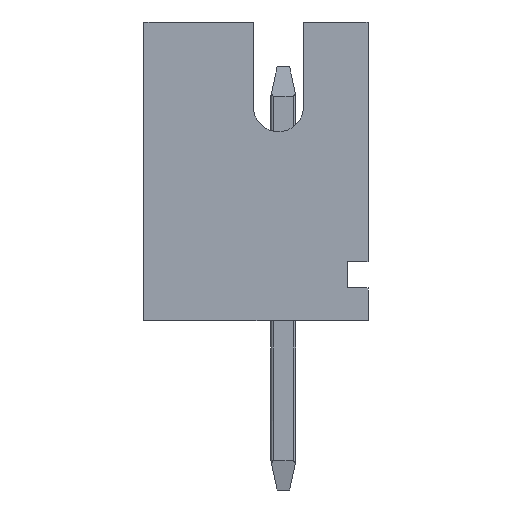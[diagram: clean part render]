
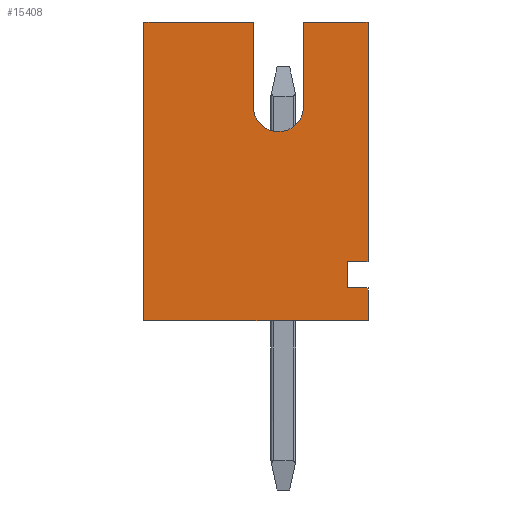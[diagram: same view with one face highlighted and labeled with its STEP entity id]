
A CAD part, left-side view. The second image highlights one B-rep face of the part: STEP entity #15408.
In plain terms, the highlighted planar face has unit normal (-1, 0, 0).
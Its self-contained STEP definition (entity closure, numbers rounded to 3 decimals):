
#377 = VERTEX_POINT ( 'NONE', #11536 ) ;
#536 = EDGE_CURVE ( 'NONE', #15570, #12150, #13716, .T. ) ;
#685 = VERTEX_POINT ( 'NONE', #10570 ) ;
#816 = CARTESIAN_POINT ( 'NONE',  ( -9.95, -1.833, 1.181 ) ) ;
#1258 = LINE ( 'NONE', #25016, #25185 ) ;
#1434 = ORIENTED_EDGE ( 'NONE', *, *, #14447, .F. ) ;
#1459 = CARTESIAN_POINT ( 'NONE',  ( -9.95, -2.25, 1.181 ) ) ;
#1879 = LINE ( 'NONE', #17758, #22653 ) ;
#2021 = DIRECTION ( 'NONE',  ( 0., 0., 1. ) ) ;
#2285 = AXIS2_PLACEMENT_3D ( 'NONE', #17217, #13277, #5620 ) ;
#3150 = CARTESIAN_POINT ( 'NONE',  ( -9.95, -2.25, 6. ) ) ;
#3313 = ORIENTED_EDGE ( 'NONE', *, *, #7119, .T. ) ;
#3426 = VECTOR ( 'NONE', #18372, 1000. ) ;
#3614 = EDGE_CURVE ( 'NONE', #7627, #17023, #1258, .T. ) ;
#3817 = CARTESIAN_POINT ( 'NONE',  ( -9.95, -2.25, 0. ) ) ;
#3952 = DIRECTION ( 'NONE',  ( 1., 0., 0. ) ) ;
#4230 = VERTEX_POINT ( 'NONE', #816 ) ;
#4594 = LINE ( 'NONE', #20490, #19709 ) ;
#4827 = CARTESIAN_POINT ( 'NONE',  ( -9.95, -0.95, 4.29 ) ) ;
#5286 = ORIENTED_EDGE ( 'NONE', *, *, #24046, .F. ) ;
#5620 = DIRECTION ( 'NONE',  ( 0., 0., -1. ) ) ;
#5747 = FACE_OUTER_BOUND ( 'NONE', #15181, .T. ) ;
#5759 = ORIENTED_EDGE ( 'NONE', *, *, #9448, .T. ) ;
#6288 = EDGE_CURVE ( 'NONE', #24812, #11865, #11497, .T. ) ;
#6385 = LINE ( 'NONE', #7280, #23915 ) ;
#6945 = CARTESIAN_POINT ( 'NONE',  ( -9.95, -0.44, 3.8 ) ) ;
#7119 = EDGE_CURVE ( 'NONE', #23545, #24812, #14816, .T. ) ;
#7280 = CARTESIAN_POINT ( 'NONE',  ( -9.95, -2.25, 6. ) ) ;
#7330 = PLANE ( 'NONE',  #2285 ) ;
#7520 = CARTESIAN_POINT ( 'NONE',  ( -9.95, 2.25, 0. ) ) ;
#7627 = VERTEX_POINT ( 'NONE', #24716 ) ;
#7771 = CARTESIAN_POINT ( 'NONE',  ( -9.95, -2.25, 6. ) ) ;
#7970 = DIRECTION ( 'NONE',  ( 0., -1., 0. ) ) ;
#8016 = VERTEX_POINT ( 'NONE', #15485 ) ;
#8155 = LINE ( 'NONE', #7771, #20936 ) ;
#9118 = ORIENTED_EDGE ( 'NONE', *, *, #21294, .T. ) ;
#9448 = EDGE_CURVE ( 'NONE', #21989, #377, #20841, .T. ) ;
#9485 = LINE ( 'NONE', #11282, #17291 ) ;
#9707 = DIRECTION ( 'NONE',  ( 0., 0., 1. ) ) ;
#9818 = CARTESIAN_POINT ( 'NONE',  ( -9.95, 2.25, 6. ) ) ;
#9958 = EDGE_CURVE ( 'NONE', #15570, #11865, #1879, .T. ) ;
#10050 = CARTESIAN_POINT ( 'NONE',  ( -9.95, 2.25, 0. ) ) ;
#10114 = LINE ( 'NONE', #12315, #3426 ) ;
#10148 = DIRECTION ( 'NONE',  ( 0., 0., 1. ) ) ;
#10180 = CIRCLE ( 'NONE', #23917, 0.49 ) ;
#10570 = CARTESIAN_POINT ( 'NONE',  ( -9.95, -2.25, 1.181 ) ) ;
#11282 = CARTESIAN_POINT ( 'NONE',  ( -9.95, -0.44, 3.8 ) ) ;
#11497 = LINE ( 'NONE', #21441, #22501 ) ;
#11536 = CARTESIAN_POINT ( 'NONE',  ( -9.95, -0.95, 4.29 ) ) ;
#11865 = VERTEX_POINT ( 'NONE', #22580 ) ;
#12150 = VERTEX_POINT ( 'NONE', #7520 ) ;
#12315 = CARTESIAN_POINT ( 'NONE',  ( -9.95, -1.833, 1.181 ) ) ;
#12851 = DIRECTION ( 'NONE',  ( 0., 0., -1. ) ) ;
#13148 = EDGE_CURVE ( 'NONE', #7627, #16241, #6385, .T. ) ;
#13277 = DIRECTION ( 'NONE',  ( 1., 0., 0. ) ) ;
#13359 = DIRECTION ( 'NONE',  ( 0., 1., 0. ) ) ;
#13716 = LINE ( 'NONE', #9818, #21071 ) ;
#13817 = CARTESIAN_POINT ( 'NONE',  ( -9.95, -0.46, 4.29 ) ) ;
#13988 = AXIS2_PLACEMENT_3D ( 'NONE', #18439, #24411, #9707 ) ;
#14447 = EDGE_CURVE ( 'NONE', #21989, #22608, #4594, .T. ) ;
#14543 = ORIENTED_EDGE ( 'NONE', *, *, #6288, .T. ) ;
#14614 = DIRECTION ( 'NONE',  ( 0., 1., 0. ) ) ;
#14713 = ORIENTED_EDGE ( 'NONE', *, *, #13148, .F. ) ;
#14816 = CIRCLE ( 'NONE', #13988, 0.49 ) ;
#14893 = CARTESIAN_POINT ( 'NONE',  ( -9.95, 0.05, 4.29 ) ) ;
#14974 = CARTESIAN_POINT ( 'NONE',  ( -9.95, 2.25, 6. ) ) ;
#15181 = EDGE_LOOP ( 'NONE', ( #3313, #14543, #21400, #16370, #9118, #14713, #16978, #23866, #25615, #5286, #1434, #5759, #23399, #19673 ) ) ;
#15408 = ADVANCED_FACE ( 'NONE', ( #5747 ), #7330, .F. ) ;
#15485 = CARTESIAN_POINT ( 'NONE',  ( -9.95, -0.46, 3.8 ) ) ;
#15558 = EDGE_CURVE ( 'NONE', #8016, #23545, #9485, .T. ) ;
#15561 = EDGE_CURVE ( 'NONE', #4230, #685, #21114, .T. ) ;
#15570 = VERTEX_POINT ( 'NONE', #14974 ) ;
#16241 = VERTEX_POINT ( 'NONE', #3817 ) ;
#16370 = ORIENTED_EDGE ( 'NONE', *, *, #536, .T. ) ;
#16815 = CARTESIAN_POINT ( 'NONE',  ( -9.95, -1.833, 0.658 ) ) ;
#16978 = ORIENTED_EDGE ( 'NONE', *, *, #3614, .T. ) ;
#17023 = VERTEX_POINT ( 'NONE', #16815 ) ;
#17186 = DIRECTION ( 'NONE',  ( 0., -1., 0. ) ) ;
#17217 = CARTESIAN_POINT ( 'NONE',  ( -9.95, 2.25, 6. ) ) ;
#17222 = EDGE_CURVE ( 'NONE', #17023, #4230, #10114, .T. ) ;
#17291 = VECTOR ( 'NONE', #13359, 1000. ) ;
#17544 = DIRECTION ( 'NONE',  ( 0., 0., -1. ) ) ;
#17758 = CARTESIAN_POINT ( 'NONE',  ( -9.95, 2.25, 6. ) ) ;
#18372 = DIRECTION ( 'NONE',  ( 0., 0., 1. ) ) ;
#18409 = DIRECTION ( 'NONE',  ( 0., -1., 0. ) ) ;
#18439 = CARTESIAN_POINT ( 'NONE',  ( -9.95, -0.44, 4.29 ) ) ;
#18889 = DIRECTION ( 'NONE',  ( 0., 0., -1. ) ) ;
#19435 = CARTESIAN_POINT ( 'NONE',  ( -9.95, -0.95, 6. ) ) ;
#19673 = ORIENTED_EDGE ( 'NONE', *, *, #15558, .T. ) ;
#19709 = VECTOR ( 'NONE', #22431, 1000. ) ;
#19715 = EDGE_CURVE ( 'NONE', #377, #8016, #10180, .T. ) ;
#19986 = LINE ( 'NONE', #10050, #21176 ) ;
#20203 = VECTOR ( 'NONE', #17186, 1000. ) ;
#20490 = CARTESIAN_POINT ( 'NONE',  ( -9.95, 2.25, 6. ) ) ;
#20569 = VECTOR ( 'NONE', #18889, 1000. ) ;
#20841 = LINE ( 'NONE', #4827, #20569 ) ;
#20936 = VECTOR ( 'NONE', #17544, 1000. ) ;
#21071 = VECTOR ( 'NONE', #23521, 1000. ) ;
#21114 = LINE ( 'NONE', #1459, #20203 ) ;
#21176 = VECTOR ( 'NONE', #7970, 1000. ) ;
#21294 = EDGE_CURVE ( 'NONE', #12150, #16241, #19986, .T. ) ;
#21400 = ORIENTED_EDGE ( 'NONE', *, *, #9958, .F. ) ;
#21441 = CARTESIAN_POINT ( 'NONE',  ( -9.95, 0.05, 6. ) ) ;
#21989 = VERTEX_POINT ( 'NONE', #19435 ) ;
#22431 = DIRECTION ( 'NONE',  ( 0., -1., 0. ) ) ;
#22501 = VECTOR ( 'NONE', #10148, 1000. ) ;
#22580 = CARTESIAN_POINT ( 'NONE',  ( -9.95, 0.05, 6. ) ) ;
#22608 = VERTEX_POINT ( 'NONE', #3150 ) ;
#22653 = VECTOR ( 'NONE', #18409, 1000. ) ;
#23399 = ORIENTED_EDGE ( 'NONE', *, *, #19715, .T. ) ;
#23521 = DIRECTION ( 'NONE',  ( 0., 0., -1. ) ) ;
#23545 = VERTEX_POINT ( 'NONE', #6945 ) ;
#23866 = ORIENTED_EDGE ( 'NONE', *, *, #17222, .T. ) ;
#23915 = VECTOR ( 'NONE', #12851, 1000. ) ;
#23917 = AXIS2_PLACEMENT_3D ( 'NONE', #13817, #3952, #2021 ) ;
#24046 = EDGE_CURVE ( 'NONE', #22608, #685, #8155, .T. ) ;
#24411 = DIRECTION ( 'NONE',  ( 1., 0., 0. ) ) ;
#24716 = CARTESIAN_POINT ( 'NONE',  ( -9.95, -2.25, 0.658 ) ) ;
#24812 = VERTEX_POINT ( 'NONE', #14893 ) ;
#25016 = CARTESIAN_POINT ( 'NONE',  ( -9.95, -2.25, 0.658 ) ) ;
#25185 = VECTOR ( 'NONE', #14614, 1000. ) ;
#25615 = ORIENTED_EDGE ( 'NONE', *, *, #15561, .T. ) ;
